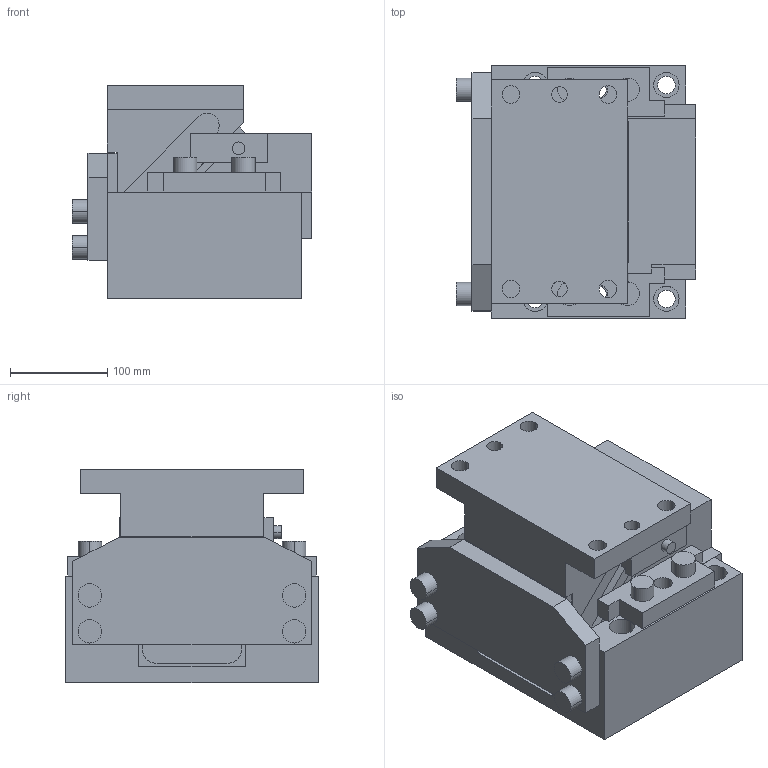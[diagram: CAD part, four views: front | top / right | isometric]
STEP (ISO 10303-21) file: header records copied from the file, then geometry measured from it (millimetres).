
FILE_DESCRIPTION(('CATIA V5 STEP Exchange'),'2;1');
FILE_NAME('CDCA_150_00_60.stp','2018-09-13T14:30:23+00:00',('none'),('none'),'CATIA Version 5 Release 20 GA (IN-10)','CATIA V5 STEP AP203','none');
FILE_SCHEMA(('CONFIG_CONTROL_DESIGN'));
Length unit declared in the file: millimetre
Products named in the file (1): CDCA_150_00_60
Bounding box: 246 x 260 x 220 mm (x, y, z)
Volume: 8879597.1 mm3; surface area: 631044.5 mm2
Topology: 3 solids, 3 shells, 189 faces, 507 edges, 337 vertices
Faces by surface type: plane 128, cylinder 61
Entity records: 5542 total; most frequent: ORIENTED_EDGE 1014, CARTESIAN_POINT 969, DIRECTION 755, EDGE_CURVE 507, VECTOR 381, LINE 381, VERTEX_POINT 337, AXIS2_PLACEMENT_3D 251
